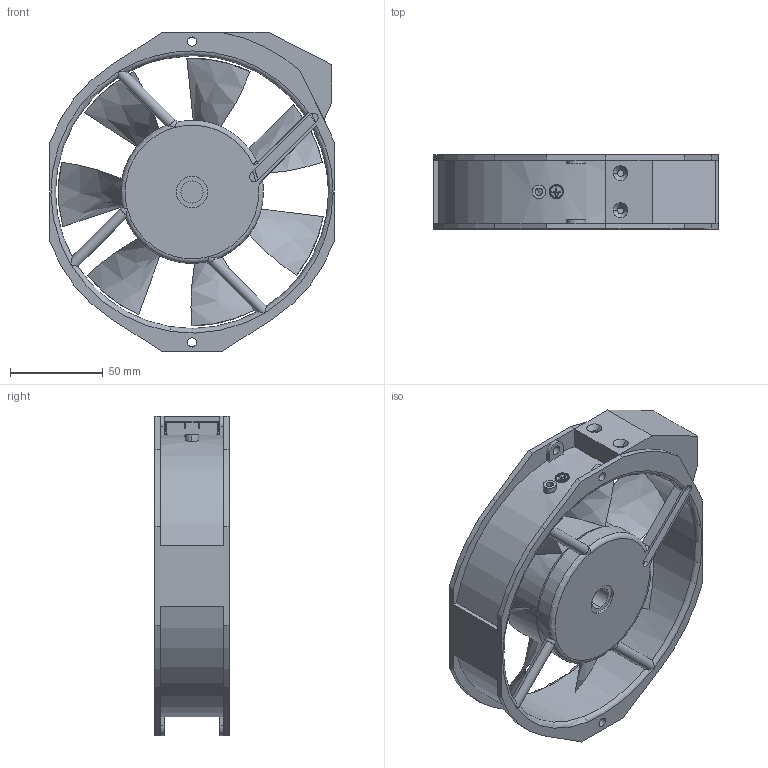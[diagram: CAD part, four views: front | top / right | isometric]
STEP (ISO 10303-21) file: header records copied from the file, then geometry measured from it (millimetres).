
FILE_DESCRIPTION((''),'2;1');
FILE_NAME('ASM0015_ASM','2025-01-13T17:34:17',('Administrator'),(''),'CREO PARAMETRIC BY PTC INC, 2019010','CREO PARAMETRIC BY PTC INC, 2019010','');
FILE_SCHEMA(('CONFIG_CONTROL_DESIGN'));
Length unit declared in the file: millimetre
Products named in the file (3): 17238; PRT0035; ASM0015_ASM
Assembly tree (2 placements, depth 2):
  ASM0015_ASM
    17238
    PRT0035
Bounding box: 153 x 40 x 172 mm (x, y, z)
Volume: 208291.2 mm3; surface area: 116978 mm2
Topology: 2 solids, 2 shells, 569 faces, 1582 edges, 1041 vertices
Faces by surface type: plane 338, cylinder 111, bspline 104, torus 12, cone 4
Entity records: 21488 total; most frequent: CARTESIAN_POINT 7407, ORIENTED_EDGE 3164, DIRECTION 2526, EDGE_CURVE 1582, VERTEX_POINT 1041, VECTOR 890, LINE 890, AXIS2_PLACEMENT_3D 818
